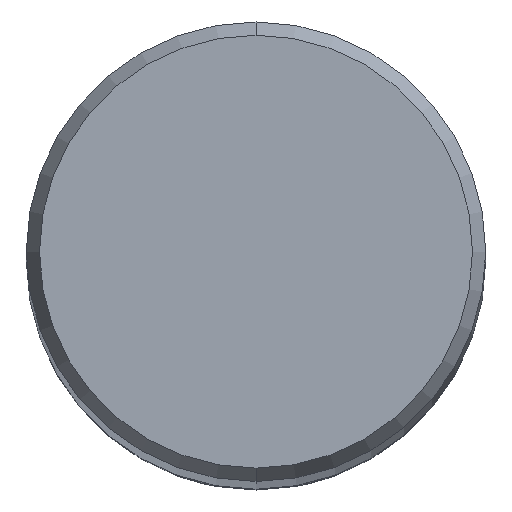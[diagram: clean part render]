
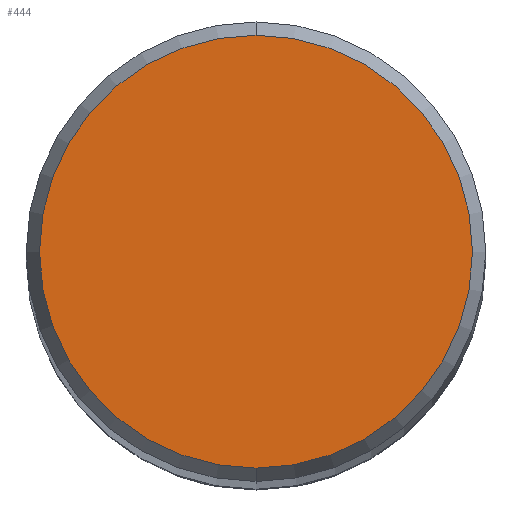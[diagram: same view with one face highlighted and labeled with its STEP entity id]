
A CAD part, top view. The second image highlights one B-rep face of the part: STEP entity #444.
In plain terms, the highlighted planar face has unit normal (0, 0, 1).
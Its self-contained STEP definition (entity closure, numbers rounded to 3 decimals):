
#212=VERTEX_POINT('',#533);
#278=VERTEX_POINT('',#604);
#302=EDGE_CURVE('',#212,#278,#630,.T.);
#310=EDGE_CURVE('',#278,#212,#638,.T.);
#444=ADVANCED_FACE('',(#791),#792,.T.);
#533=CARTESIAN_POINT('',(0.,-3.74,0.0));
#604=CARTESIAN_POINT('',(0.0,3.74,0.0));
#630=CIRCLE('',#1132,3.74);
#638=CIRCLE('',#1142,3.74);
#791=FACE_OUTER_BOUND('',#1382,.T.);
#792=PLANE('',#1383);
#1132=AXIS2_PLACEMENT_3D('',#1624,#1625,#1626);
#1142=AXIS2_PLACEMENT_3D('',#1629,#1630,#1631);
#1382=EDGE_LOOP('',(#1838,#1839));
#1383=AXIS2_PLACEMENT_3D('',#1840,#1841,#1842);
#1624=CARTESIAN_POINT('',(0.0,0.0,0.0));
#1625=DIRECTION('',(0.0,0.0,-1.0));
#1626=DIRECTION('',(0.0,1.0,0.0));
#1629=CARTESIAN_POINT('',(0.0,0.0,0.0));
#1630=DIRECTION('',(0.0,0.0,-1.0));
#1631=DIRECTION('',(0.0,1.0,0.0));
#1838=ORIENTED_EDGE('',*,*,#310,.F.);
#1839=ORIENTED_EDGE('',*,*,#302,.F.);
#1840=CARTESIAN_POINT('',(0.0,1.87,0.0));
#1841=DIRECTION('',(-0.0,0.0,1.0));
#1842=DIRECTION('',(0.0,-1.0,0.0));
